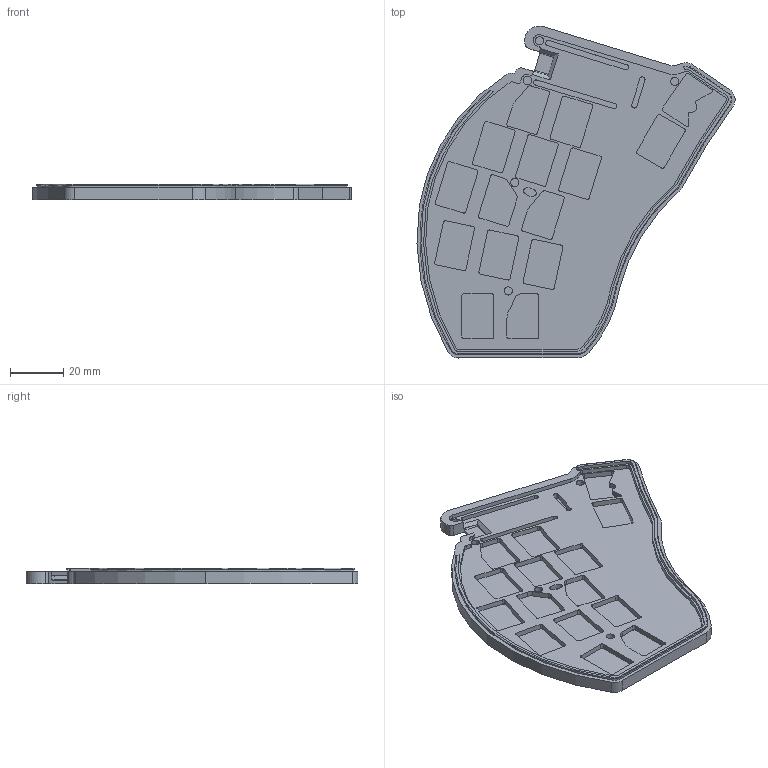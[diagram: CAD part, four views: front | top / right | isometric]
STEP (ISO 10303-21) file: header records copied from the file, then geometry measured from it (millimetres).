
FILE_DESCRIPTION(('FreeCAD Model'),'2;1');
FILE_NAME('Open CASCADE Shape Model','2025-06-09T07:11:46',(''),(''), 'Open CASCADE STEP processor 7.8','FreeCAD','Unknown');
FILE_SCHEMA(('AUTOMOTIVE_DESIGN { 1 0 10303 214 1 1 1 1 }'));
Length unit declared in the file: millimetre
Products named in the file (1): left bottom
Bounding box: 119.73 x 124.95 x 5.85 mm (x, y, z)
Volume: 24394.6 mm3; surface area: 25051.4 mm2
Topology: 1 solids, 1 shells, 297 faces, 779 edges, 514 vertices
Faces by surface type: plane 144, cylinder 136, revolution 10, extrusion 7
Full cylindrical faces by diameter (mm): 3.1 x5, 8.5 x5
Entity records: 9848 total; most frequent: CARTESIAN_POINT 2185, DIRECTION 1666, ORIENTED_EDGE 1558, EDGE_CURVE 779, AXIS2_PLACEMENT_3D 590, VERTEX_POINT 514, VECTOR 476, LINE 469
